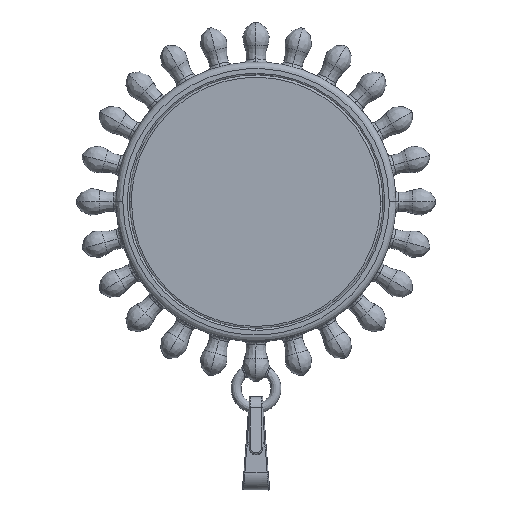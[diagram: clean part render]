
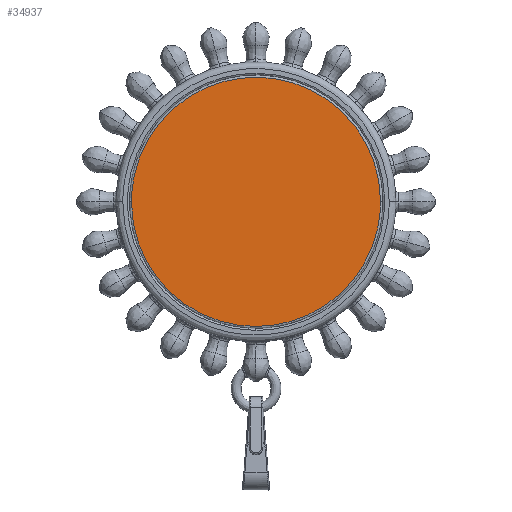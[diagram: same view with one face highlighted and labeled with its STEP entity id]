
A CAD part, front view. The second image highlights one B-rep face of the part: STEP entity #34937.
In plain terms, the highlighted free-form (B-spline) face has degree [1, 1] with [2, 2] control points.
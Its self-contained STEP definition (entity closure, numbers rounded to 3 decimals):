
#34937 = ADVANCED_FACE('',(#34938),#34960,.F.);
#34938 = FACE_BOUND('',#34939,.F.);
#34939 = EDGE_LOOP('',(#34940,#34952));
#34940 = ORIENTED_EDGE('',*,*,#34941,.F.);
#34941 = EDGE_CURVE('',#34942,#34944,#34946,.T.);
#34942 = VERTEX_POINT('',#34943);
#34943 = CARTESIAN_POINT('',(-12.304,0.,0.));
#34944 = VERTEX_POINT('',#34945);
#34945 = CARTESIAN_POINT('',(12.304,0.,0.));
#34946 = ( BOUNDED_CURVE() B_SPLINE_CURVE(2,(#34947,#34948,#34949,#34950
,#34951),.UNSPECIFIED.,.F.,.F.) B_SPLINE_CURVE_WITH_KNOTS((3,2,3),(0.,
1.571,3.142),.PIECEWISE_BEZIER_KNOTS.) CURVE() 
GEOMETRIC_REPRESENTATION_ITEM() RATIONAL_B_SPLINE_CURVE((1.,
0.707,1.,0.707,1.)) REPRESENTATION_ITEM('') );
#34947 = CARTESIAN_POINT('',(-12.304,0.,0.));
#34948 = CARTESIAN_POINT('',(-12.304,0.,-12.304));
#34949 = CARTESIAN_POINT('',(0.,0.,-12.304));
#34950 = CARTESIAN_POINT('',(12.304,0.,-12.304));
#34951 = CARTESIAN_POINT('',(12.304,0.,0.));
#34952 = ORIENTED_EDGE('',*,*,#34953,.F.);
#34953 = EDGE_CURVE('',#34944,#34942,#34954,.T.);
#34954 = ( BOUNDED_CURVE() B_SPLINE_CURVE(2,(#34955,#34956,#34957,#34958
,#34959),.UNSPECIFIED.,.F.,.F.) B_SPLINE_CURVE_WITH_KNOTS((3,2,3),(0.,
1.571,3.142),.PIECEWISE_BEZIER_KNOTS.) CURVE() 
GEOMETRIC_REPRESENTATION_ITEM() RATIONAL_B_SPLINE_CURVE((1.,
0.707,1.,0.707,1.)) REPRESENTATION_ITEM('') );
#34955 = CARTESIAN_POINT('',(12.304,0.,0.));
#34956 = CARTESIAN_POINT('',(12.304,0.,12.304));
#34957 = CARTESIAN_POINT('',(0.,0.,12.304));
#34958 = CARTESIAN_POINT('',(-12.304,0.,12.304));
#34959 = CARTESIAN_POINT('',(-12.304,0.,0.));
#34960 = B_SPLINE_SURFACE_WITH_KNOTS('',1,1,(
    (#34961,#34962)
    ,(#34963,#34964
  )),.UNSPECIFIED.,.F.,.F.,.F.,(2,2),(2,2),(-9.35,9.35),(-9.35,9.35),
  .PIECEWISE_BEZIER_KNOTS.);
#34961 = CARTESIAN_POINT('',(-12.304,0.,12.304));
#34962 = CARTESIAN_POINT('',(-12.304,0.,-12.304));
#34963 = CARTESIAN_POINT('',(12.304,0.,12.304));
#34964 = CARTESIAN_POINT('',(12.304,0.,-12.304));
